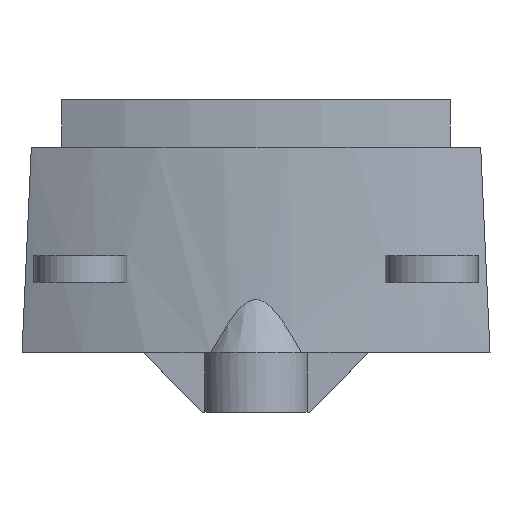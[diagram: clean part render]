
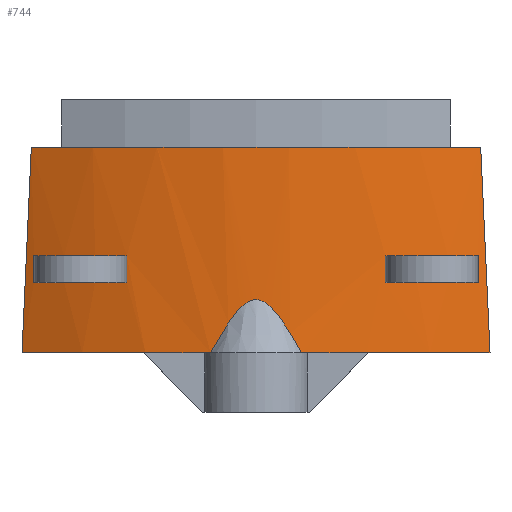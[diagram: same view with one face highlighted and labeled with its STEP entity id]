
A CAD part, top view. The second image highlights one B-rep face of the part: STEP entity #744.
In plain terms, the highlighted cylindrical face has radius 38.5 mm (diameter 77 mm), a partial arc.
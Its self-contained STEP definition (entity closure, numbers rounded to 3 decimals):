
#134=CARTESIAN_POINT('',(0.,5.3,0.));
#135=DIRECTION('',(0.,1.,0.));
#136=DIRECTION('',(-0.435,0.,0.9));
#137=AXIS2_PLACEMENT_3D('',#134,#135,#136);
#139=DIRECTION('',(0.,1.,0.));
#140=VECTOR('',#139,2.);
#141=CARTESIAN_POINT('',(-9.75,5.3,37.245));
#142=LINE('',#141,#140);
#143=CARTESIAN_POINT('',(0.,7.3,0.));
#144=DIRECTION('',(0.,1.,0.));
#145=DIRECTION('',(-0.435,0.,0.9));
#146=AXIS2_PLACEMENT_3D('',#143,#144,#145);
#148=DIRECTION('',(0.,1.,0.));
#149=VECTOR('',#148,2.);
#150=CARTESIAN_POINT('',(-16.75,5.3,34.665));
#151=LINE('',#150,#149);
#152=CARTESIAN_POINT('',(0.,5.3,0.));
#153=DIRECTION('',(0.,1.,0.));
#154=DIRECTION('',(0.253,0.,0.967));
#155=AXIS2_PLACEMENT_3D('',#152,#153,#154);
#157=DIRECTION('',(0.,1.,0.));
#158=VECTOR('',#157,2.);
#159=CARTESIAN_POINT('',(16.75,5.3,34.665));
#160=LINE('',#159,#158);
#161=CARTESIAN_POINT('',(0.,7.3,0.));
#162=DIRECTION('',(0.,1.,0.));
#163=DIRECTION('',(0.253,0.,0.967));
#164=AXIS2_PLACEMENT_3D('',#161,#162,#163);
#166=DIRECTION('',(0.,1.,0.));
#167=VECTOR('',#166,2.);
#168=CARTESIAN_POINT('',(9.75,5.3,37.245));
#169=LINE('',#168,#167);
#170=CARTESIAN_POINT('',(3.437,0.,38.346));
#171=CARTESIAN_POINT('',(3.301,0.246,38.358));
#172=CARTESIAN_POINT('',(3.036,0.716,38.381));
#173=CARTESIAN_POINT('',(2.66,1.353,38.409));
#174=CARTESIAN_POINT('',(2.301,1.926,38.432));
#175=CARTESIAN_POINT('',(1.957,2.436,38.451));
#176=CARTESIAN_POINT('',(1.623,2.884,38.466));
#177=CARTESIAN_POINT('',(1.295,3.269,38.479));
#178=CARTESIAN_POINT('',(0.969,3.584,38.488));
#179=CARTESIAN_POINT('',(0.642,3.823,38.495));
#180=CARTESIAN_POINT('',(0.314,3.969,38.499));
#181=CARTESIAN_POINT('',(0.,4.015,38.5));
#182=CARTESIAN_POINT('',(-0.313,3.969,38.499));
#183=CARTESIAN_POINT('',(-0.642,3.823,38.495));
#184=CARTESIAN_POINT('',(-0.969,3.584,38.488));
#185=CARTESIAN_POINT('',(-1.295,3.269,38.479));
#186=CARTESIAN_POINT('',(-1.623,2.884,38.466));
#187=CARTESIAN_POINT('',(-1.957,2.436,38.451));
#188=CARTESIAN_POINT('',(-2.301,1.926,38.432));
#189=CARTESIAN_POINT('',(-2.66,1.353,38.409));
#190=CARTESIAN_POINT('',(-3.036,0.716,38.381));
#191=CARTESIAN_POINT('',(-3.301,0.246,38.358));
#192=CARTESIAN_POINT('',(-3.437,0.,38.346));
#194=CARTESIAN_POINT('',(0.,0.,0.));
#195=DIRECTION('',(0.,-1.,0.));
#196=DIRECTION('',(-0.089,0.,0.996));
#197=AXIS2_PLACEMENT_3D('',#194,#195,#196);
#199=CARTESIAN_POINT('',(-17.65,0.,34.216));
#200=CARTESIAN_POINT('',(-17.417,5.167,34.336));
#201=CARTESIAN_POINT('',(-17.183,10.333,34.454));
#202=CARTESIAN_POINT('',(-16.95,15.5,34.568));
#204=CARTESIAN_POINT('',(0.,15.5,0.));
#205=DIRECTION('',(0.,1.,0.));
#206=DIRECTION('',(-0.44,0.,0.898));
#207=AXIS2_PLACEMENT_3D('',#204,#205,#206);
#209=CARTESIAN_POINT('',(16.95,15.5,34.568));
#210=CARTESIAN_POINT('',(17.183,10.333,34.454));
#211=CARTESIAN_POINT('',(17.417,5.167,34.336));
#212=CARTESIAN_POINT('',(17.65,0.,34.216));
#214=CARTESIAN_POINT('',(0.,0.,0.));
#215=DIRECTION('',(0.,-1.,0.));
#216=DIRECTION('',(0.458,0.,0.889));
#217=AXIS2_PLACEMENT_3D('',#214,#215,#216);
#411=CARTESIAN_POINT('',(17.65,0.,34.216));
#413=VERTEX_POINT('',#411);
#415=CARTESIAN_POINT('',(-17.65,0.,34.216));
#417=VERTEX_POINT('',#415);
#419=CARTESIAN_POINT('',(16.95,15.5,34.568));
#421=VERTEX_POINT('',#419);
#423=CARTESIAN_POINT('',(-16.95,15.5,34.568));
#425=VERTEX_POINT('',#423);
#467=CARTESIAN_POINT('',(-16.75,5.3,34.665));
#468=CARTESIAN_POINT('',(-9.75,5.3,37.245));
#469=VERTEX_POINT('',#467);
#470=VERTEX_POINT('',#468);
#471=CARTESIAN_POINT('',(9.75,5.3,37.245));
#472=CARTESIAN_POINT('',(16.75,5.3,34.665));
#473=VERTEX_POINT('',#471);
#474=VERTEX_POINT('',#472);
#475=CARTESIAN_POINT('',(-16.75,7.3,34.665));
#476=CARTESIAN_POINT('',(-9.75,7.3,37.245));
#477=VERTEX_POINT('',#475);
#478=VERTEX_POINT('',#476);
#479=CARTESIAN_POINT('',(9.75,7.3,37.245));
#480=CARTESIAN_POINT('',(16.75,7.3,34.665));
#481=VERTEX_POINT('',#479);
#482=VERTEX_POINT('',#480);
#487=VERTEX_POINT('',#170);
#488=VERTEX_POINT('',#192);
#708=CARTESIAN_POINT('',(0.,0.,0.));
#709=DIRECTION('',(0.,1.,0.));
#710=DIRECTION('',(0.,0.,-1.));
#711=AXIS2_PLACEMENT_3D('',#708,#709,#710);
#712=CYLINDRICAL_SURFACE('',#711,38.5);
#713=ORIENTED_EDGE('',*,*,#702,.T.);
#714=ORIENTED_EDGE('',*,*,#544,.T.);
#716=ORIENTED_EDGE('',*,*,#715,.T.);
#718=ORIENTED_EDGE('',*,*,#717,.T.);
#720=ORIENTED_EDGE('',*,*,#719,.T.);
#721=ORIENTED_EDGE('',*,*,#536,.T.);
#722=EDGE_LOOP('',(#713,#714,#716,#718,#720,#721));
#723=FACE_OUTER_BOUND('',#722,.F.);
#725=ORIENTED_EDGE('',*,*,#724,.T.);
#727=ORIENTED_EDGE('',*,*,#726,.T.);
#729=ORIENTED_EDGE('',*,*,#728,.F.);
#731=ORIENTED_EDGE('',*,*,#730,.F.);
#732=EDGE_LOOP('',(#725,#727,#729,#731));
#733=FACE_BOUND('',#732,.F.);
#735=ORIENTED_EDGE('',*,*,#734,.T.);
#737=ORIENTED_EDGE('',*,*,#736,.T.);
#739=ORIENTED_EDGE('',*,*,#738,.F.);
#741=ORIENTED_EDGE('',*,*,#740,.F.);
#742=EDGE_LOOP('',(#735,#737,#739,#741));
#743=FACE_BOUND('',#742,.F.);
#744=ADVANCED_FACE('',(#723,#733,#743),#712,.T.);
#138=CIRCLE('',#137,38.5);
#147=CIRCLE('',#146,38.5);
#156=CIRCLE('',#155,38.5);
#165=CIRCLE('',#164,38.5);
#193=B_SPLINE_CURVE_WITH_KNOTS('',3,(#170,#171,#172,#173,#174,#175,#176,#177,
#178,#179,#180,#181,#182,#183,#184,#185,#186,#187,#188,#189,#190,#191,#192),
.UNSPECIFIED.,.F.,.F.,(4,1,1,1,1,1,1,1,1,1,1,1,1,1,1,1,1,1,1,1,4),(0.,0.05,
0.1,0.15,0.2,0.25,0.3,0.35,0.4,0.45,0.5,0.55,0.6,0.65,
0.7,0.75,0.8,0.85,0.9,0.95,1.),.UNSPECIFIED.);
#198=CIRCLE('',#197,38.5);
#203=B_SPLINE_CURVE_WITH_KNOTS('',3,(#199,#200,#201,#202),.UNSPECIFIED.,.F.,.F.,
(4,4),(0.,1.),.UNSPECIFIED.);
#208=CIRCLE('',#207,38.5);
#213=B_SPLINE_CURVE_WITH_KNOTS('',3,(#209,#210,#211,#212),.UNSPECIFIED.,.F.,.F.,
(4,4),(0.,1.),.UNSPECIFIED.);
#218=CIRCLE('',#217,38.5);
#536=EDGE_CURVE('',#413,#487,#218,.T.);
#544=EDGE_CURVE('',#488,#417,#198,.T.);
#702=EDGE_CURVE('',#487,#488,#193,.T.);
#715=EDGE_CURVE('',#417,#425,#203,.T.);
#717=EDGE_CURVE('',#425,#421,#208,.T.);
#719=EDGE_CURVE('',#421,#413,#213,.T.);
#724=EDGE_CURVE('',#473,#474,#156,.T.);
#726=EDGE_CURVE('',#474,#482,#160,.T.);
#728=EDGE_CURVE('',#481,#482,#165,.T.);
#730=EDGE_CURVE('',#473,#481,#169,.T.);
#734=EDGE_CURVE('',#469,#470,#138,.T.);
#736=EDGE_CURVE('',#470,#478,#142,.T.);
#738=EDGE_CURVE('',#477,#478,#147,.T.);
#740=EDGE_CURVE('',#469,#477,#151,.T.);
